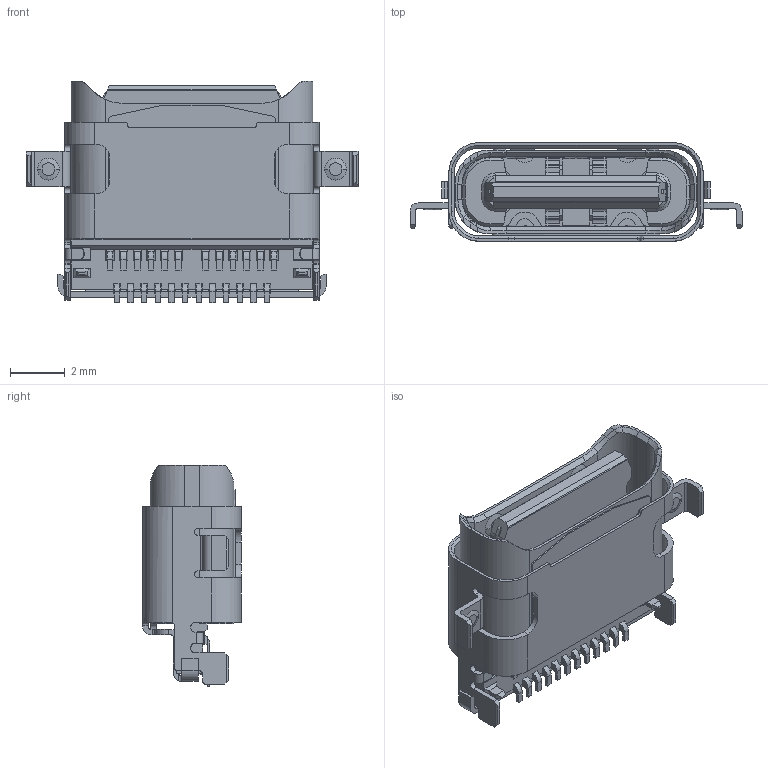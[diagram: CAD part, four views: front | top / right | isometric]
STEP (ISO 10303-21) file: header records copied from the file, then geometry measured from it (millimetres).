
FILE_DESCRIPTION((''),'2;1');
FILE_NAME('C-2295018-2','2018-05-30T',('workeradm'),('TE Connectivity Ltd.'),'CREO PARAMETRIC BY PTC INC, 2016050','CREO PARAMETRIC BY PTC INC, 2016050','');
FILE_SCHEMA(('AUTOMOTIVE_DESIGN { 1 0 10303 214 1 1 1 1 }'));
Length unit declared in the file: millimetre
Products named in the file (1): C-2295018-2
Bounding box: 12.14 x 3.6 x 8.1 mm (x, y, z)
Volume: 118.3 mm3; surface area: 620.3 mm2
Topology: 1 solids, 1 shells, 957 faces, 2645 edges, 1702 vertices
Faces by surface type: plane 653, cylinder 246, cone 28, bspline 28, extrusion 2
Entity records: 31255 total; most frequent: CARTESIAN_POINT 6699, ORIENTED_EDGE 5286, DIRECTION 4891, EDGE_CURVE 2643, VECTOR 1961, LINE 1959, VERTEX_POINT 1702, AXIS2_PLACEMENT_3D 1465
